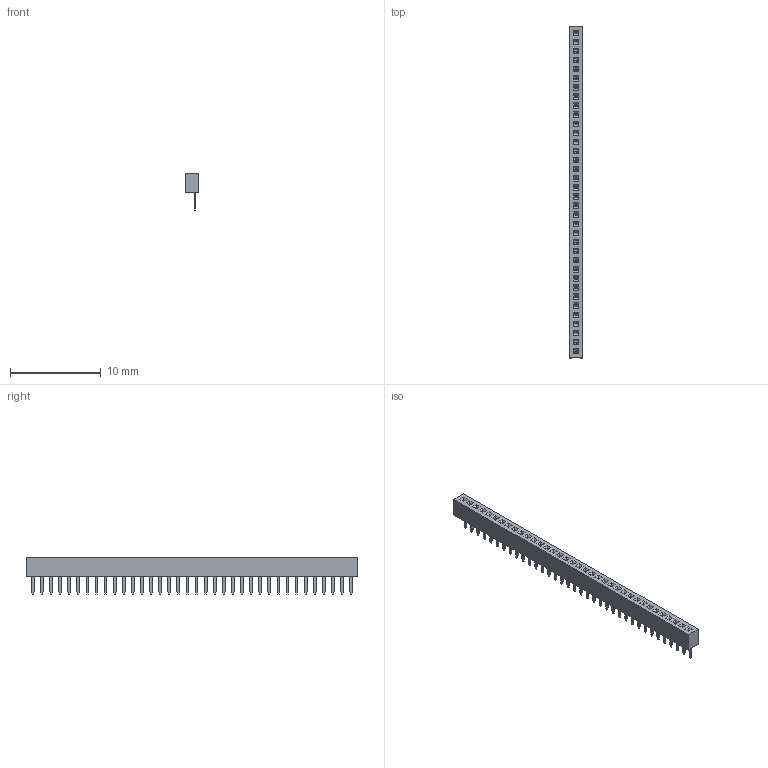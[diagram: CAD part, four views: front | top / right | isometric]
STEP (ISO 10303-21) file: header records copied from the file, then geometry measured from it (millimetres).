
FILE_DESCRIPTION(/* description */ ('model of PinSocket_1x36_P1.00mm_Vertical'),/* implementation_level */ '2;1');
FILE_NAME(/* name */ 'PinSocket_1x36_P1.00mm_Vertical.step',/* time_stamp */ '1970-01-01T00:00:00',/* author */ ('KiCAD','kicad'),/* organization */ ('OCCT'),/* preprocessor_version */ '',/* originating_system */ 'KiCAD',/* authorisation */ '');
FILE_SCHEMA(('AUTOMOTIVE_DESIGN { 1 0 10303 214 1 1 1 1 }'));
Length unit declared in the file: millimetre
Products named in the file (1): PinSocket_1x36_P1.00mm_Vertical
Bounding box: 1.5 x 36.5 x 4 mm (x, y, z)
Volume: 107.7 mm3; surface area: 405.5 mm2
Topology: 1 solids, 1 shells, 910 faces, 2508 edges, 1672 vertices
Faces by surface type: plane 910
Entity records: 18873 total; most frequent: ORIENTED_EDGE 3780, CARTESIAN_POINT 2584, EDGE_CURVE 2508, LINE 2398, VERTEX_POINT 1672, FACE_BOUND 982, EDGE_LOOP 982, ADVANCED_FACE 910
